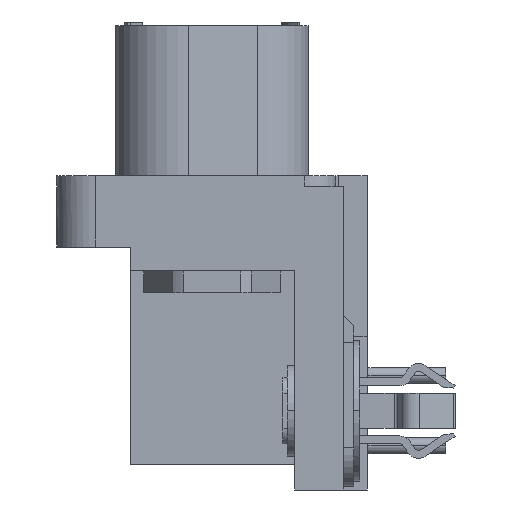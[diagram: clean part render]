
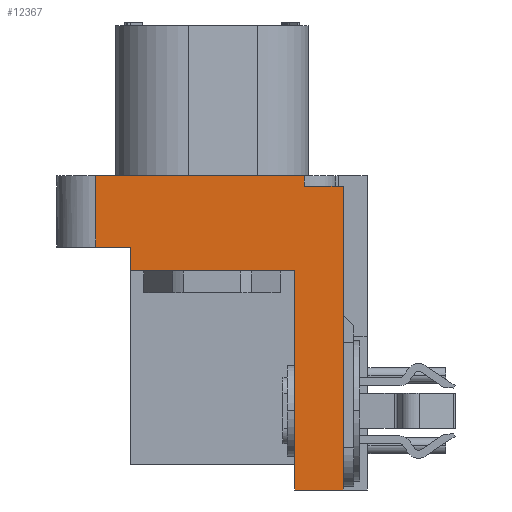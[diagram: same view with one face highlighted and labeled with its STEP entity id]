
A CAD part, left-side view. The second image highlights one B-rep face of the part: STEP entity #12367.
In plain terms, the highlighted planar face has unit normal (-1, 0, 0).
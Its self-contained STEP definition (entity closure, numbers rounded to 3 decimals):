
#2310=DIRECTION('',(0.,0.,1.));
#2311=VECTOR('',#2310,12.294);
#2312=CARTESIAN_POINT('',(-34.773,-5.309,-18.781));
#2313=LINE('',#2312,#2311);
#2314=DIRECTION('',(0.,1.,0.));
#2315=VECTOR('',#2314,1.956);
#2316=CARTESIAN_POINT('',(-34.773,-5.309,-18.781));
#2317=LINE('',#2316,#2315);
#2318=DIRECTION('',(0.,0.,1.));
#2319=VECTOR('',#2318,8.865);
#2320=CARTESIAN_POINT('',(-34.773,-3.353,-18.781));
#2321=LINE('',#2320,#2319);
#2322=DIRECTION('',(0.,1.,0.));
#2323=VECTOR('',#2322,6.655);
#2324=CARTESIAN_POINT('',(-34.773,-3.353,-9.916));
#2325=LINE('',#2324,#2323);
#2326=DIRECTION('',(0.,0.,1.));
#2327=VECTOR('',#2326,0.965);
#2328=CARTESIAN_POINT('',(-34.773,3.302,-9.916));
#2329=LINE('',#2328,#2327);
#2330=DIRECTION('',(0.,1.,0.));
#2331=VECTOR('',#2330,1.397);
#2332=CARTESIAN_POINT('',(-34.773,3.302,-8.951));
#2333=LINE('',#2332,#2331);
#2334=DIRECTION('',(0.,0.,1.));
#2335=VECTOR('',#2334,2.88);
#2336=CARTESIAN_POINT('',(-34.773,4.699,-8.951));
#2337=LINE('',#2336,#2335);
#2338=DIRECTION('',(0.,-1.,0.));
#2339=VECTOR('',#2338,8.433);
#2340=CARTESIAN_POINT('',(-34.773,4.699,-6.071));
#2341=LINE('',#2340,#2339);
#2342=DIRECTION('',(0.,0.,1.));
#2343=VECTOR('',#2342,0.417);
#2344=CARTESIAN_POINT('',(-34.773,-3.734,-6.487));
#2345=LINE('',#2344,#2343);
#2346=DIRECTION('',(0.,1.,0.));
#2347=VECTOR('',#2346,1.575);
#2348=CARTESIAN_POINT('',(-34.773,-5.309,-6.487));
#2349=LINE('',#2348,#2347);
#8234=CARTESIAN_POINT('',(-34.773,-3.353,-18.781));
#8235=CARTESIAN_POINT('',(-34.773,-3.353,-9.916));
#8236=VERTEX_POINT('',#8234);
#8237=VERTEX_POINT('',#8235);
#8238=CARTESIAN_POINT('',(-34.773,3.302,-9.916));
#8239=VERTEX_POINT('',#8238);
#8242=CARTESIAN_POINT('',(-34.773,3.302,-8.951));
#8243=VERTEX_POINT('',#8242);
#8282=CARTESIAN_POINT('',(-34.773,-5.309,-18.781));
#8283=CARTESIAN_POINT('',(-34.773,-5.309,-6.487));
#8284=VERTEX_POINT('',#8282);
#8285=VERTEX_POINT('',#8283);
#8518=CARTESIAN_POINT('',(-34.773,-3.734,-6.487));
#8519=CARTESIAN_POINT('',(-34.773,-3.734,-6.071));
#8520=VERTEX_POINT('',#8518);
#8521=VERTEX_POINT('',#8519);
#9514=CARTESIAN_POINT('',(-34.773,4.699,-8.951));
#9515=CARTESIAN_POINT('',(-34.773,4.699,-6.071));
#9516=VERTEX_POINT('',#9514);
#9517=VERTEX_POINT('',#9515);
#12347=CARTESIAN_POINT('',(-34.773,0.,0.));
#12348=DIRECTION('',(1.,0.,0.));
#12349=DIRECTION('',(0.,0.,-1.));
#12350=AXIS2_PLACEMENT_3D('',#12347,#12348,#12349);
#12351=PLANE('',#12350);
#12352=ORIENTED_EDGE('',*,*,#11224,.F.);
#12353=ORIENTED_EDGE('',*,*,#11436,.T.);
#12354=ORIENTED_EDGE('',*,*,#11749,.T.);
#12355=ORIENTED_EDGE('',*,*,#12314,.T.);
#12356=ORIENTED_EDGE('',*,*,#12003,.T.);
#12358=ORIENTED_EDGE('',*,*,#12357,.T.);
#12360=ORIENTED_EDGE('',*,*,#12359,.T.);
#12361=ORIENTED_EDGE('',*,*,#10878,.T.);
#12363=ORIENTED_EDGE('',*,*,#12362,.F.);
#12364=ORIENTED_EDGE('',*,*,#11115,.F.);
#12365=EDGE_LOOP('',(#12352,#12353,#12354,#12355,#12356,#12358,#12360,#12361,
#12363,#12364));
#12366=FACE_OUTER_BOUND('',#12365,.F.);
#12367=ADVANCED_FACE('',(#12366),#12351,.F.);
#10878=EDGE_CURVE('',#9517,#8521,#2341,.T.);
#11115=EDGE_CURVE('',#8285,#8520,#2349,.T.);
#11224=EDGE_CURVE('',#8284,#8285,#2313,.T.);
#11436=EDGE_CURVE('',#8284,#8236,#2317,.T.);
#11749=EDGE_CURVE('',#8236,#8237,#2321,.T.);
#12003=EDGE_CURVE('',#8239,#8243,#2329,.T.);
#12314=EDGE_CURVE('',#8237,#8239,#2325,.T.);
#12357=EDGE_CURVE('',#8243,#9516,#2333,.T.);
#12359=EDGE_CURVE('',#9516,#9517,#2337,.T.);
#12362=EDGE_CURVE('',#8520,#8521,#2345,.T.);
